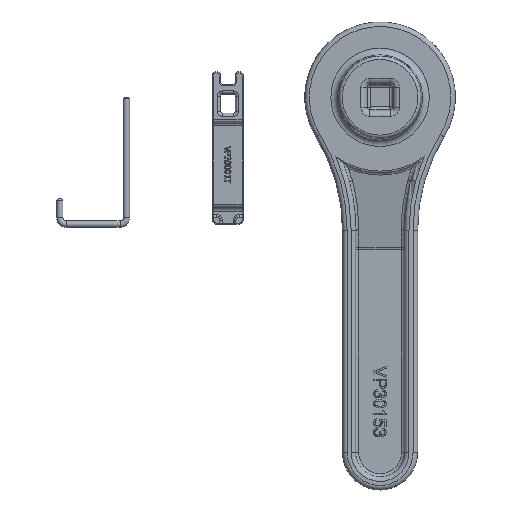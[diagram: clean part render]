
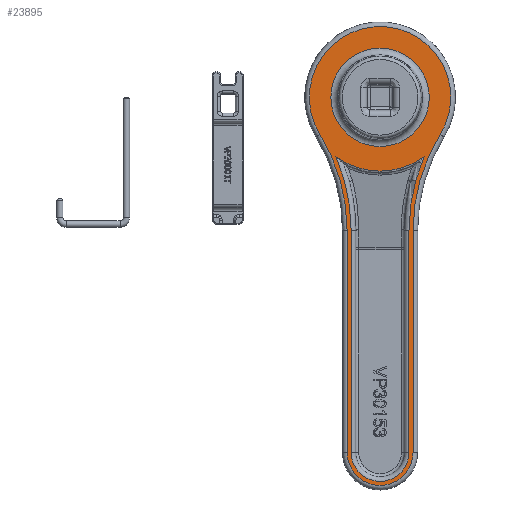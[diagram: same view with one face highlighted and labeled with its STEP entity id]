
A CAD part, front view. The second image highlights one B-rep face of the part: STEP entity #23895.
In plain terms, the highlighted planar face has unit normal (0, -1, 0).
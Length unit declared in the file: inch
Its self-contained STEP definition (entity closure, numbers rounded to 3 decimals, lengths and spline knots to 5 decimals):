
#201=FACE_BOUND('',#3730,.T.);
#202=FACE_BOUND('',#3731,.T.);
#1372=PLANE('',#25370);
#2308=FACE_OUTER_BOUND('',#3729,.T.);
#3729=EDGE_LOOP('',(#18214,#18215,#18216,#18217,#18218,#18219));
#3730=EDGE_LOOP('',(#18220,#18221,#18222,#18223,#18224,#18225));
#3731=EDGE_LOOP('',(#18226));
#4901=CIRCLE('',#25369,0.97045);
#4902=CIRCLE('',#25371,1.3945);
#4903=CIRCLE('',#25372,3.59);
#4904=CIRCLE('',#25373,0.65);
#4905=CIRCLE('',#25374,3.59);
#4906=CIRCLE('',#25375,3.67);
#4907=CIRCLE('',#25376,1.4545);
#4908=CIRCLE('',#25377,3.67);
#4909=CIRCLE('',#25378,0.57);
#6123=LINE('',#38190,#8485);
#6124=LINE('',#38194,#8486);
#6125=LINE('',#38204,#8487);
#6126=LINE('',#38207,#8488);
#8485=VECTOR('',#28239,0.3937);
#8486=VECTOR('',#28242,0.3937);
#8487=VECTOR('',#28251,0.3937);
#8488=VECTOR('',#28254,0.3937);
#10850=VERTEX_POINT('',#38180);
#10851=VERTEX_POINT('',#38184);
#10852=VERTEX_POINT('',#38185);
#10853=VERTEX_POINT('',#38187);
#10854=VERTEX_POINT('',#38189);
#10855=VERTEX_POINT('',#38191);
#10856=VERTEX_POINT('',#38193);
#10857=VERTEX_POINT('',#38196);
#10858=VERTEX_POINT('',#38197);
#10859=VERTEX_POINT('',#38199);
#10860=VERTEX_POINT('',#38201);
#10861=VERTEX_POINT('',#38203);
#10862=VERTEX_POINT('',#38205);
#13537=EDGE_CURVE('',#10850,#10850,#4901,.T.);
#13538=EDGE_CURVE('',#10851,#10852,#4902,.T.);
#13539=EDGE_CURVE('',#10853,#10851,#4903,.T.);
#13540=EDGE_CURVE('',#10854,#10853,#6123,.T.);
#13541=EDGE_CURVE('',#10855,#10854,#4904,.T.);
#13542=EDGE_CURVE('',#10856,#10855,#6124,.T.);
#13543=EDGE_CURVE('',#10852,#10856,#4905,.T.);
#13544=EDGE_CURVE('',#10857,#10858,#4906,.T.);
#13545=EDGE_CURVE('',#10859,#10858,#4907,.T.);
#13546=EDGE_CURVE('',#10859,#10860,#4908,.T.);
#13547=EDGE_CURVE('',#10861,#10860,#6125,.T.);
#13548=EDGE_CURVE('',#10862,#10861,#4909,.T.);
#13549=EDGE_CURVE('',#10857,#10862,#6126,.T.);
#18214=ORIENTED_EDGE('',*,*,#13538,.F.);
#18215=ORIENTED_EDGE('',*,*,#13539,.F.);
#18216=ORIENTED_EDGE('',*,*,#13540,.F.);
#18217=ORIENTED_EDGE('',*,*,#13541,.F.);
#18218=ORIENTED_EDGE('',*,*,#13542,.F.);
#18219=ORIENTED_EDGE('',*,*,#13543,.F.);
#18220=ORIENTED_EDGE('',*,*,#13544,.T.);
#18221=ORIENTED_EDGE('',*,*,#13545,.F.);
#18222=ORIENTED_EDGE('',*,*,#13546,.T.);
#18223=ORIENTED_EDGE('',*,*,#13547,.F.);
#18224=ORIENTED_EDGE('',*,*,#13548,.F.);
#18225=ORIENTED_EDGE('',*,*,#13549,.F.);
#18226=ORIENTED_EDGE('',*,*,#13537,.F.);
#23895=ADVANCED_FACE('',(#2308,#201,#202),#1372,.T.);
#25369=AXIS2_PLACEMENT_3D('',#38182,#28231,#28232);
#25370=AXIS2_PLACEMENT_3D('',#38183,#28233,#28234);
#25371=AXIS2_PLACEMENT_3D('',#38186,#28235,#28236);
#25372=AXIS2_PLACEMENT_3D('',#38188,#28237,#28238);
#25373=AXIS2_PLACEMENT_3D('',#38192,#28240,#28241);
#25374=AXIS2_PLACEMENT_3D('',#38195,#28243,#28244);
#25375=AXIS2_PLACEMENT_3D('',#38198,#28245,#28246);
#25376=AXIS2_PLACEMENT_3D('',#38200,#28247,#28248);
#25377=AXIS2_PLACEMENT_3D('',#38202,#28249,#28250);
#25378=AXIS2_PLACEMENT_3D('',#38206,#28252,#28253);
#28231=DIRECTION('center_axis',(0.,-1.,0.));
#28232=DIRECTION('ref_axis',(-1.,0.,0.));
#28233=DIRECTION('center_axis',(0.,-1.,0.));
#28234=DIRECTION('ref_axis',(0.,0.,-1.));
#28235=DIRECTION('center_axis',(0.,1.,0.));
#28236=DIRECTION('ref_axis',(0.,0.,1.));
#28237=DIRECTION('center_axis',(0.,-1.,0.));
#28238=DIRECTION('ref_axis',(0.962,0.,0.273));
#28239=DIRECTION('',(0.,0.,1.));
#28240=DIRECTION('center_axis',(0.,1.,0.));
#28241=DIRECTION('ref_axis',(0.,0.,-1.));
#28242=DIRECTION('',(0.,0.,-1.));
#28243=DIRECTION('center_axis',(0.,-1.,0.));
#28244=DIRECTION('ref_axis',(-0.962,0.,0.273));
#28245=DIRECTION('center_axis',(0.,-1.,0.));
#28246=DIRECTION('ref_axis',(0.,0.,-1.));
#28247=DIRECTION('center_axis',(0.,1.,0.));
#28248=DIRECTION('ref_axis',(0.,0.,-1.));
#28249=DIRECTION('center_axis',(0.,-1.,0.));
#28250=DIRECTION('ref_axis',(0.,0.,-1.));
#28251=DIRECTION('',(0.,0.,1.));
#28252=DIRECTION('center_axis',(0.,-1.,0.));
#28253=DIRECTION('ref_axis',(0.,0.,-1.));
#28254=DIRECTION('',(0.,0.,-1.));
#38180=CARTESIAN_POINT('',(0.,0.,-0.97045));
#38182=CARTESIAN_POINT('Origin',(0.,0.,0.));
#38183=CARTESIAN_POINT('Origin',(0.,0.,0.));
#38184=CARTESIAN_POINT('',(-1.18621,0.,-0.73316));
#38185=CARTESIAN_POINT('',(1.18621,0.,-0.73316));
#38186=CARTESIAN_POINT('Origin',(0.,0.,0.));
#38187=CARTESIAN_POINT('',(-0.65,0.,-2.62062));
#38188=CARTESIAN_POINT('Origin',(-4.24,0.,-2.62062));
#38189=CARTESIAN_POINT('',(-0.65,0.,-7.));
#38190=CARTESIAN_POINT('',(-0.65,0.,-1.31031));
#38191=CARTESIAN_POINT('',(0.65,0.,-7.));
#38192=CARTESIAN_POINT('Origin',(0.,0.,-7.));
#38193=CARTESIAN_POINT('',(0.65,0.,-2.62062));
#38194=CARTESIAN_POINT('',(0.65,0.,-3.5));
#38195=CARTESIAN_POINT('Origin',(4.24,0.,-2.62062));
#38196=CARTESIAN_POINT('',(-0.57,0.,-2.62062));
#38197=CARTESIAN_POINT('',(-0.8711,0.,-1.1648));
#38198=CARTESIAN_POINT('Origin',(-4.24,0.,-2.62062));
#38199=CARTESIAN_POINT('',(0.8711,0.,-1.1648));
#38200=CARTESIAN_POINT('Origin',(0.,0.,0.));
#38201=CARTESIAN_POINT('',(0.57,0.,-2.62062));
#38202=CARTESIAN_POINT('Origin',(4.24,0.,-2.62062));
#38203=CARTESIAN_POINT('',(0.57,0.,-7.));
#38204=CARTESIAN_POINT('',(0.57,0.,-3.5));
#38205=CARTESIAN_POINT('',(-0.57,0.,-7.));
#38206=CARTESIAN_POINT('Origin',(0.,0.,-7.));
#38207=CARTESIAN_POINT('',(-0.57,0.,-1.5));
